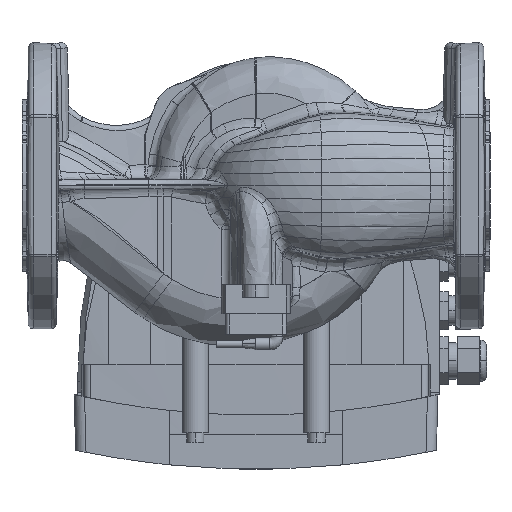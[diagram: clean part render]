
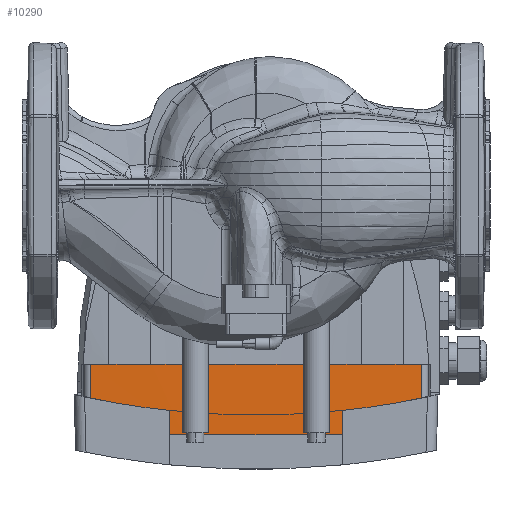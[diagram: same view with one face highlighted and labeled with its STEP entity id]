
A CAD part, left-side view. The second image highlights one B-rep face of the part: STEP entity #10290.
In plain terms, the highlighted cylindrical face has radius 4883 mm (diameter 9766 mm), a partial arc.
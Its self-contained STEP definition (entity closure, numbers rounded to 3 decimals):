
#6334 = VERTEX_POINT ( 'NONE', #112041 ) ;
#6342 = VERTEX_POINT ( 'NONE', #112052 ) ;
#6343 = VERTEX_POINT ( 'NONE', #112054 ) ;
#6344 = VERTEX_POINT ( 'NONE', #112056 ) ;
#6349 = VERTEX_POINT ( 'NONE', #112064 ) ;
#6352 = VERTEX_POINT ( 'NONE', #112070 ) ;
#6355 = VERTEX_POINT ( 'NONE', #112073 ) ;
#6356 = VERTEX_POINT ( 'NONE', #112074 ) ;
#6358 = VERTEX_POINT ( 'NONE', #112078 ) ;
#6360 = VERTEX_POINT ( 'NONE', #112080 ) ;
#6363 = VERTEX_POINT ( 'NONE', #112086 ) ;
#6364 = VERTEX_POINT ( 'NONE', #112088 ) ;
#10290 = ADVANCED_FACE ( 'NONE', ( #47817 ), #47813, .T. ) ;
#40313 = EDGE_LOOP ( 'NONE', ( #121280, #121284, #121282, #121278, #121276, #121274, #121272, #121270, #121265, #121268, #121267, #121263 ) ) ;
#47747 = CARTESIAN_POINT ( 'NONE',  ( 4983., 0., -119. ) ) ;
#47813 = CYLINDRICAL_SURFACE ( 'NONE', #95724, 4883. ) ;
#47817 = FACE_OUTER_BOUND ( 'NONE', #40313, .T. ) ;
#47869 = DIRECTION ( 'NONE',  ( 0., 0., -1. ) ) ;
#47872 = DIRECTION ( 'NONE',  ( 1., 0., 0. ) ) ;
#67419 = CARTESIAN_POINT ( 'NONE',  ( 4983., 0., -103. ) ) ;
#67420 = DIRECTION ( 'NONE',  ( 0., 0., 1. ) ) ;
#67421 = DIRECTION ( 'NONE',  ( -1., 0., 0. ) ) ;
#67439 = CARTESIAN_POINT ( 'NONE',  ( 4983., 0., -103. ) ) ;
#67440 = DIRECTION ( 'NONE',  ( 0., 0., 1. ) ) ;
#67441 = DIRECTION ( 'NONE',  ( -1., 0., 0. ) ) ;
#82984 = CARTESIAN_POINT ( 'NONE',  ( 100.077, -27.5, -119. ) ) ;
#83011 = LINE ( 'NONE', #83015, #135608 ) ;
#83013 = LINE ( 'NONE', #82984, #135605 ) ;
#83015 = CARTESIAN_POINT ( 'NONE',  ( 100.185, -42.5, -119. ) ) ;
#83017 = DIRECTION ( 'NONE',  ( 0., 0., -1. ) ) ;
#83021 = LINE ( 'NONE', #83023, #135601 ) ;
#83023 = CARTESIAN_POINT ( 'NONE',  ( 100.185, 42.5, -119. ) ) ;
#83025 = CARTESIAN_POINT ( 'NONE',  ( 4983., 0., -142.5 ) ) ;
#83027 = DIRECTION ( 'NONE',  ( 0., 0., -1. ) ) ;
#83029 = DIRECTION ( 'NONE',  ( -1., 0., 0. ) ) ;
#83032 = DIRECTION ( 'NONE',  ( 0., 0., 1. ) ) ;
#83034 = LINE ( 'NONE', #83037, #135603 ) ;
#83037 = CARTESIAN_POINT ( 'NONE',  ( 100.077, 27.5, -119. ) ) ;
#83039 = DIRECTION ( 'NONE',  ( 0., 0., 1. ) ) ;
#83042 = CARTESIAN_POINT ( 'NONE',  ( 100.934, 95.489, -119. ) ) ;
#83046 = CARTESIAN_POINT ( 'NONE',  ( 4983., 0., -142.5 ) ) ;
#83048 = DIRECTION ( 'NONE',  ( 0., 0., -1. ) ) ;
#83050 = DIRECTION ( 'NONE',  ( -1., 0., 0. ) ) ;
#83053 = DIRECTION ( 'NONE',  ( 0., 0., -1. ) ) ;
#83056 = CARTESIAN_POINT ( 'NONE',  ( 100.934, -95.489, -119. ) ) ;
#83058 = LINE ( 'NONE', #83056, #135595 ) ;
#83060 = LINE ( 'NONE', #83042, #135606 ) ;
#83062 = CARTESIAN_POINT ( 'NONE',  ( 4983., 0., -103. ) ) ;
#83064 = DIRECTION ( 'NONE',  ( 0., 0., 1. ) ) ;
#83066 = DIRECTION ( 'NONE',  ( -1., 0., 0. ) ) ;
#83069 = DIRECTION ( 'NONE',  ( 0., 0., -1. ) ) ;
#83077 = CARTESIAN_POINT ( 'NONE',  ( 4983., 0., -143.5 ) ) ;
#83079 = DIRECTION ( 'NONE',  ( 0., 0., -1. ) ) ;
#83081 = DIRECTION ( 'NONE',  ( -1., 0., 0. ) ) ;
#83085 = DIRECTION ( 'NONE',  ( 0., 0., -1. ) ) ;
#95724 = AXIS2_PLACEMENT_3D ( 'NONE', #47747, #47869, #47872 ) ;
#112041 = CARTESIAN_POINT ( 'NONE',  ( 100.077, 27.5, -103. ) ) ;
#112052 = CARTESIAN_POINT ( 'NONE',  ( 100.934, -95.489, -103. ) ) ;
#112054 = CARTESIAN_POINT ( 'NONE',  ( 100.185, -42.5, -103. ) ) ;
#112056 = CARTESIAN_POINT ( 'NONE',  ( 100.185, -42.5, -142.5 ) ) ;
#112064 = CARTESIAN_POINT ( 'NONE',  ( 100.077, -27.5, -103. ) ) ;
#112070 = CARTESIAN_POINT ( 'NONE',  ( 100.077, 27.5, -142.5 ) ) ;
#112073 = CARTESIAN_POINT ( 'NONE',  ( 100.077, -27.5, -142.5 ) ) ;
#112074 = CARTESIAN_POINT ( 'NONE',  ( 100.185, 42.5, -103. ) ) ;
#112078 = CARTESIAN_POINT ( 'NONE',  ( 100.934, 95.489, -103. ) ) ;
#112080 = CARTESIAN_POINT ( 'NONE',  ( 100.934, 95.489, -143.5 ) ) ;
#112086 = CARTESIAN_POINT ( 'NONE',  ( 100.185, 42.5, -142.5 ) ) ;
#112088 = CARTESIAN_POINT ( 'NONE',  ( 100.934, -95.489, -143.5 ) ) ;
#121263 = ORIENTED_EDGE ( 'NONE', *, *, #152589, .F. ) ;
#121265 = ORIENTED_EDGE ( 'NONE', *, *, #152580, .F. ) ;
#121267 = ORIENTED_EDGE ( 'NONE', *, *, #152585, .F. ) ;
#121268 = ORIENTED_EDGE ( 'NONE', *, *, #152583, .T. ) ;
#121270 = ORIENTED_EDGE ( 'NONE', *, *, #152577, .F. ) ;
#121272 = ORIENTED_EDGE ( 'NONE', *, *, #152576, .T. ) ;
#121274 = ORIENTED_EDGE ( 'NONE', *, *, #152574, .F. ) ;
#121276 = ORIENTED_EDGE ( 'NONE', *, *, #152527, .F. ) ;
#121278 = ORIENTED_EDGE ( 'NONE', *, *, #152571, .T. ) ;
#121280 = ORIENTED_EDGE ( 'NONE', *, *, #152514, .F. ) ;
#121282 = ORIENTED_EDGE ( 'NONE', *, *, #152569, .T. ) ;
#121284 = ORIENTED_EDGE ( 'NONE', *, *, #152566, .T. ) ;
#135594 = AXIS2_PLACEMENT_3D ( 'NONE', #83077, #83079, #83081 ) ;
#135595 = VECTOR ( 'NONE', #83085, 1000. ) ;
#135596 = CIRCLE ( 'NONE', #135594, 4883. ) ;
#135597 = AXIS2_PLACEMENT_3D ( 'NONE', #83062, #83064, #83066 ) ;
#135599 = CIRCLE ( 'NONE', #135597, 4883. ) ;
#135600 = AXIS2_PLACEMENT_3D ( 'NONE', #83046, #83048, #83050 ) ;
#135601 = VECTOR ( 'NONE', #83053, 1000. ) ;
#135602 = CIRCLE ( 'NONE', #135600, 4883. ) ;
#135603 = VECTOR ( 'NONE', #83039, 1000. ) ;
#135604 = AXIS2_PLACEMENT_3D ( 'NONE', #83025, #83027, #83029 ) ;
#135605 = VECTOR ( 'NONE', #83032, 1000. ) ;
#135606 = VECTOR ( 'NONE', #83069, 1000. ) ;
#135607 = CIRCLE ( 'NONE', #135604, 4883. ) ;
#135608 = VECTOR ( 'NONE', #83017, 1000. ) ;
#135611 = AXIS2_PLACEMENT_3D ( 'NONE', #67439, #67440, #67441 ) ;
#135615 = CIRCLE ( 'NONE', #135611, 4883. ) ;
#135618 = AXIS2_PLACEMENT_3D ( 'NONE', #67419, #67420, #67421 ) ;
#135620 = CIRCLE ( 'NONE', #135618, 4883. ) ;
#152514 = EDGE_CURVE ( 'NONE', #6343, #6342, #135620, .T. ) ;
#152527 = EDGE_CURVE ( 'NONE', #6334, #6349, #135615, .T. ) ;
#152566 = EDGE_CURVE ( 'NONE', #6343, #6344, #83011, .T. ) ;
#152569 = EDGE_CURVE ( 'NONE', #6344, #6355, #135607, .T. ) ;
#152571 = EDGE_CURVE ( 'NONE', #6355, #6349, #83013, .T. ) ;
#152574 = EDGE_CURVE ( 'NONE', #6352, #6334, #83034, .T. ) ;
#152576 = EDGE_CURVE ( 'NONE', #6352, #6363, #135602, .T. ) ;
#152577 = EDGE_CURVE ( 'NONE', #6356, #6363, #83021, .T. ) ;
#152580 = EDGE_CURVE ( 'NONE', #6358, #6356, #135599, .T. ) ;
#152583 = EDGE_CURVE ( 'NONE', #6358, #6360, #83060, .T. ) ;
#152585 = EDGE_CURVE ( 'NONE', #6364, #6360, #135596, .T. ) ;
#152589 = EDGE_CURVE ( 'NONE', #6342, #6364, #83058, .T. ) ;
